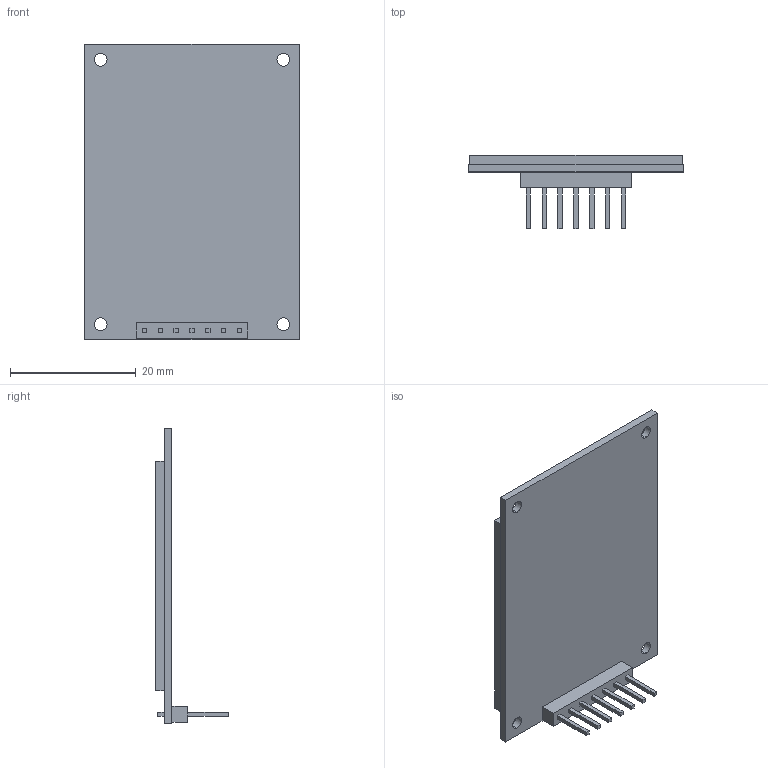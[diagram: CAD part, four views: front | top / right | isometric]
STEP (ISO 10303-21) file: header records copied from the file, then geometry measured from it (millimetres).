
FILE_DESCRIPTION (( 'STEP AP214' ), '1' );
FILE_NAME ('3D_PCB1_2022-10-17.STEP', '2022-10-19T10:59:12', ( '' ), ( '' ), 'SwSTEP 2.0', 'SolidWorks 2020', '' );
FILE_SCHEMA (( 'AUTOMOTIVE_DESIGN' ));
Length unit declared in the file: millimetre
Products named in the file (1): 3D_PCB1_2022-10-17
Bounding box: 34 x 11.61 x 47 mm (x, y, z)
Volume: 3776.7 mm3; surface area: 5056 mm2
Topology: 2 solids, 2 shells, 104 faces, 252 edges, 168 vertices
Faces by surface type: plane 96, cylinder 8
Entity records: 4199 total; most frequent: CARTESIAN_POINT 525, ORIENTED_EDGE 504, DIRECTION 478, EDGE_CURVE 252, LINE 236, VECTOR 236, VERTEX_POINT 168, EDGE_LOOP 130
